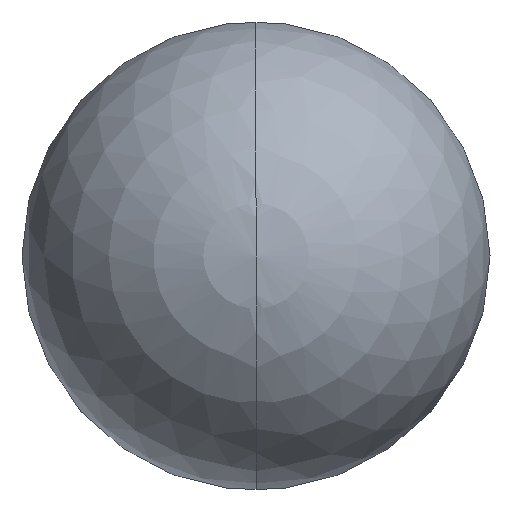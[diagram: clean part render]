
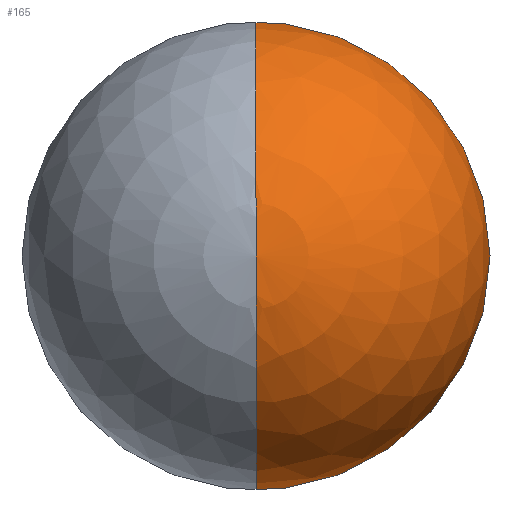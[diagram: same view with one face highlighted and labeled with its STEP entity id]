
A CAD part, left-side view. The second image highlights one B-rep face of the part: STEP entity #165.
In plain terms, the highlighted spherical face has radius 10 mm.
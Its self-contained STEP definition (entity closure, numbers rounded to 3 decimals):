
#93=EDGE_CURVE('',#159,#171,#226,.T.);
#119=EDGE_CURVE('',#171,#167,#256,.T.);
#145=EDGE_CURVE('',#167,#159,#286,.T.);
#159=VERTEX_POINT('',#300);
#165=ADVANCED_FACE('',(#308),#309,.T.);
#167=VERTEX_POINT('',#311);
#171=VERTEX_POINT('',#315);
#226=CIRCLE('',#364,10.);
#256=CIRCLE('',#400,10.);
#286=CIRCLE('',#440,6.);
#300=CARTESIAN_POINT('',(-36.0,0.,-6.));
#308=FACE_OUTER_BOUND('',#467,.T.);
#309=SPHERICAL_SURFACE('',#468,10.);
#311=CARTESIAN_POINT('',(-36.0,0.,6.));
#315=CARTESIAN_POINT('',(-54.0,0.,0.));
#364=AXIS2_PLACEMENT_3D('',#540,#541,#542);
#400=AXIS2_PLACEMENT_3D('',#583,#584,#585);
#440=AXIS2_PLACEMENT_3D('',#623,#624,#625);
#467=EDGE_LOOP('',(#645,#646,#647));
#468=AXIS2_PLACEMENT_3D('',#648,#649,#650);
#540=CARTESIAN_POINT('',(-44.0,0.,0.));
#541=DIRECTION('',(-0.0,1.0,0.));
#542=DIRECTION('',(0.0,0.,-1.0));
#583=CARTESIAN_POINT('',(-44.0,0.,0.));
#584=DIRECTION('',(-0.0,1.0,0.));
#585=DIRECTION('',(0.0,0.,-1.0));
#623=CARTESIAN_POINT('',(-36.0,0.,0.0));
#624=DIRECTION('',(1.0,0.0,0.0));
#625=DIRECTION('',(0.0,0.,1.0));
#645=ORIENTED_EDGE('',*,*,#119,.F.);
#646=ORIENTED_EDGE('',*,*,#93,.F.);
#647=ORIENTED_EDGE('',*,*,#145,.F.);
#648=CARTESIAN_POINT('',(-44.0,0.,0.));
#649=DIRECTION('',(1.0,0.0,0.0));
#650=DIRECTION('',(0.0,0.,1.0));
